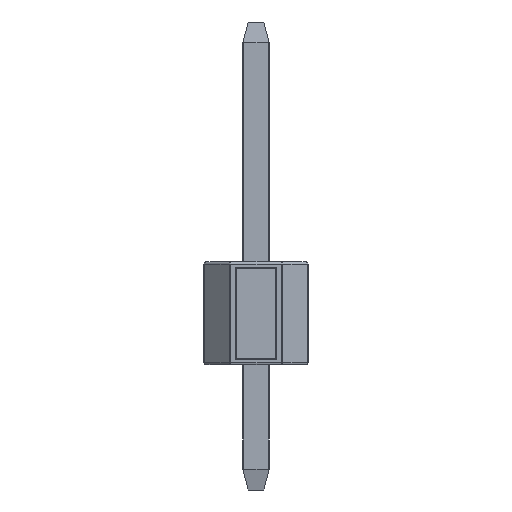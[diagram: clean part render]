
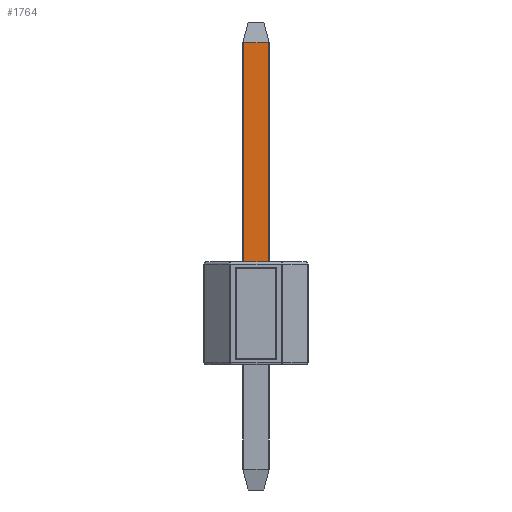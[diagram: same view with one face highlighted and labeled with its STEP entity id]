
A CAD part, left-side view. The second image highlights one B-rep face of the part: STEP entity #1764.
In plain terms, the highlighted planar face has unit normal (-1, 0, 0).
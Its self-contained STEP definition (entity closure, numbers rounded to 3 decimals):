
#415=FACE_OUTER_BOUND('',#509,.T.);
#509=EDGE_LOOP('',(#1454,#1455,#1456,#1457));
#618=LINE('',#2913,#758);
#641=LINE('',#2961,#781);
#642=LINE('',#2963,#782);
#643=LINE('',#2964,#783);
#758=VECTOR('',#2375,10.);
#781=VECTOR('',#2426,10.);
#782=VECTOR('',#2427,10.);
#783=VECTOR('',#2428,10.);
#822=VERTEX_POINT('',#2654);
#825=VERTEX_POINT('',#2661);
#904=VERTEX_POINT('',#2960);
#905=VERTEX_POINT('',#2962);
#1074=EDGE_CURVE('',#825,#822,#618,.T.);
#1097=EDGE_CURVE('',#904,#822,#641,.T.);
#1098=EDGE_CURVE('',#905,#904,#642,.T.);
#1099=EDGE_CURVE('',#825,#905,#643,.T.);
#1454=ORIENTED_EDGE('',*,*,#1074,.T.);
#1455=ORIENTED_EDGE('',*,*,#1097,.F.);
#1456=ORIENTED_EDGE('',*,*,#1098,.F.);
#1457=ORIENTED_EDGE('',*,*,#1099,.F.);
#1587=PLANE('',#1964);
#1764=ADVANCED_FACE('',(#415),#1587,.T.);
#1964=AXIS2_PLACEMENT_3D('',#2959,#2424,#2425);
#2375=DIRECTION('',(0.,-1.,0.));
#2424=DIRECTION('center_axis',(-1.,0.,0.));
#2425=DIRECTION('ref_axis',(0.,0.,1.));
#2426=DIRECTION('',(0.,0.,-1.));
#2427=DIRECTION('',(0.,-1.,0.));
#2428=DIRECTION('',(0.,0.,1.));
#2654=CARTESIAN_POINT('',(-0.32,-0.297,2.5));
#2661=CARTESIAN_POINT('',(-0.32,0.292,2.5));
#2913=CARTESIAN_POINT('',(-0.32,-0.003,2.5));
#2959=CARTESIAN_POINT('Origin',(-0.32,-0.003,2.645));
#2960=CARTESIAN_POINT('',(-0.32,-0.297,7.832));
#2961=CARTESIAN_POINT('',(-0.32,-0.297,5.493));
#2962=CARTESIAN_POINT('',(-0.32,0.292,7.832));
#2963=CARTESIAN_POINT('',(-0.32,0.158,7.832));
#2964=CARTESIAN_POINT('',(-0.32,0.292,-0.202));
